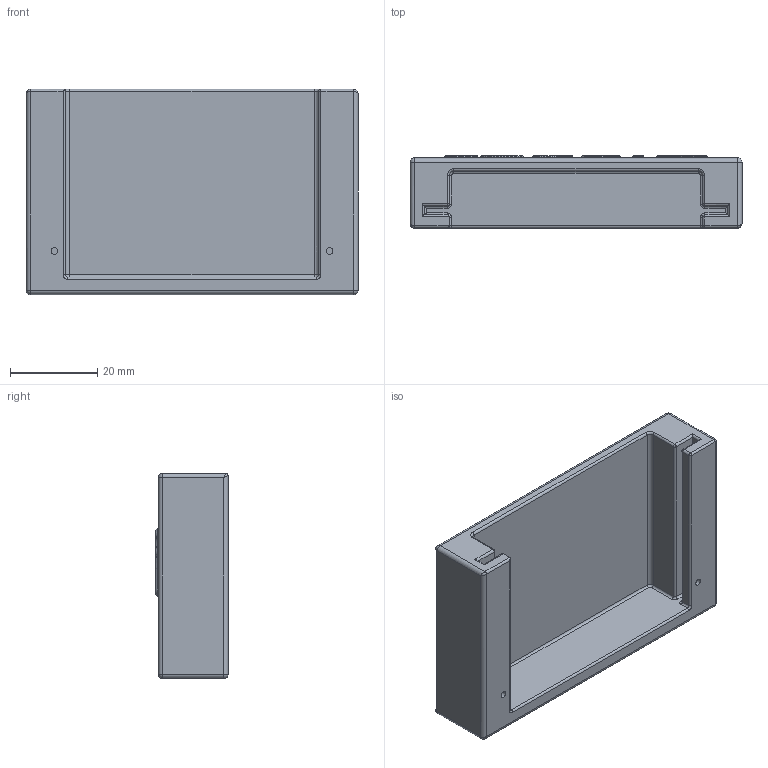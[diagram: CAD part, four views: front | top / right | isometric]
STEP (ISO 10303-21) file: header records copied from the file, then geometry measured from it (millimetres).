
FILE_DESCRIPTION(/* description */ (''),/* implementation_level */ '2;1');
FILE_NAME(/* name */ 'Nikhef - beschermkap 2022.stp',/* time_stamp */ '2024-03-13T10:53:10+01:00',/* author */ (''),/* organization */ (''),/* preprocessor_version */ 'ST-DEVELOPER v18.1',/* originating_system */ 'SIEMENS PLM Software NX 1988',/* authorisation */ '');
FILE_SCHEMA (('AUTOMOTIVE_DESIGN { 1 0 10303 214 3 1 1 1 }'));
Length unit declared in the file: millimetre
Products named in the file (1): Nikhef - beschermkap 2022
Bounding box: 76 x 16.5 x 47 mm (x, y, z)
Surface area: 12932.5 mm2 (no closed solid volume)
Topology: 0 solids, 208 shells, 208 faces, 931 edges, 890 vertices
Faces by surface type: bspline 58, cylinder 55, torus 36, sphere 33, plane 26
Full cylindrical faces by diameter (mm): 1.5 x2
Entity records: 16895 total; most frequent: CARTESIAN_POINT 8209, DIRECTION 1562, ORIENTED_EDGE 884, VERTEX_POINT 884, EDGE_CURVE 884, AXIS2_PLACEMENT_3D 675, CIRCLE 496, EDGE_LOOP 226
